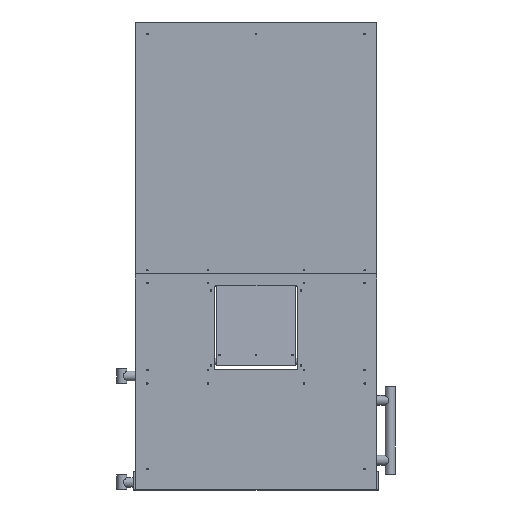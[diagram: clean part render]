
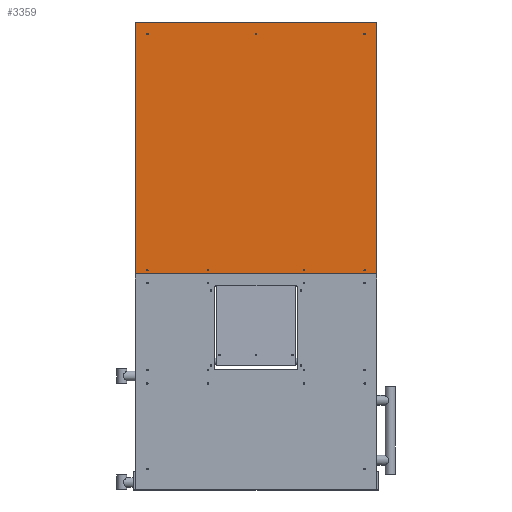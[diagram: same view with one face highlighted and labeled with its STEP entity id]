
A CAD part, top view. The second image highlights one B-rep face of the part: STEP entity #3359.
In plain terms, the highlighted face is planar.
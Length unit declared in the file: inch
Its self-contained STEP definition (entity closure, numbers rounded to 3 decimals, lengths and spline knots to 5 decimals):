
#416=FACE_BOUND('',#968,.T.);
#417=FACE_BOUND('',#969,.T.);
#418=FACE_BOUND('',#970,.T.);
#419=FACE_BOUND('',#971,.T.);
#420=FACE_BOUND('',#972,.T.);
#421=FACE_BOUND('',#973,.T.);
#422=FACE_BOUND('',#974,.T.);
#551=CIRCLE('',#3973,0.125);
#552=CIRCLE('',#3974,0.125);
#553=CIRCLE('',#3975,0.125);
#554=CIRCLE('',#3976,0.125);
#555=CIRCLE('',#3977,0.125);
#556=CIRCLE('',#3978,0.125);
#557=CIRCLE('',#3979,0.125);
#717=FACE_OUTER_BOUND('',#967,.T.);
#967=EDGE_LOOP('',(#2538,#2539,#2540,#2541));
#968=EDGE_LOOP('',(#2542));
#969=EDGE_LOOP('',(#2543));
#970=EDGE_LOOP('',(#2544));
#971=EDGE_LOOP('',(#2545));
#972=EDGE_LOOP('',(#2546));
#973=EDGE_LOOP('',(#2547));
#974=EDGE_LOOP('',(#2548));
#1247=LINE('',#5524,#1470);
#1251=LINE('',#5532,#1474);
#1252=LINE('',#5534,#1475);
#1253=LINE('',#5535,#1476);
#1470=VECTOR('',#4492,0.3937);
#1474=VECTOR('',#4498,39.37008);
#1475=VECTOR('',#4499,39.37008);
#1476=VECTOR('',#4500,39.37008);
#1725=VERTEX_POINT('',#5522);
#1726=VERTEX_POINT('',#5523);
#1729=VERTEX_POINT('',#5531);
#1730=VERTEX_POINT('',#5533);
#1731=VERTEX_POINT('',#5536);
#1732=VERTEX_POINT('',#5538);
#1733=VERTEX_POINT('',#5540);
#1734=VERTEX_POINT('',#5542);
#1735=VERTEX_POINT('',#5544);
#1736=VERTEX_POINT('',#5546);
#1737=VERTEX_POINT('',#5548);
#2043=EDGE_CURVE('',#1725,#1726,#1247,.T.);
#2047=EDGE_CURVE('',#1726,#1729,#1251,.T.);
#2048=EDGE_CURVE('',#1729,#1730,#1252,.T.);
#2049=EDGE_CURVE('',#1730,#1725,#1253,.T.);
#2050=EDGE_CURVE('',#1731,#1731,#551,.T.);
#2051=EDGE_CURVE('',#1732,#1732,#552,.T.);
#2052=EDGE_CURVE('',#1733,#1733,#553,.T.);
#2053=EDGE_CURVE('',#1734,#1734,#554,.T.);
#2054=EDGE_CURVE('',#1735,#1735,#555,.T.);
#2055=EDGE_CURVE('',#1736,#1736,#556,.T.);
#2056=EDGE_CURVE('',#1737,#1737,#557,.T.);
#2538=ORIENTED_EDGE('',*,*,#2043,.T.);
#2539=ORIENTED_EDGE('',*,*,#2047,.T.);
#2540=ORIENTED_EDGE('',*,*,#2048,.T.);
#2541=ORIENTED_EDGE('',*,*,#2049,.T.);
#2542=ORIENTED_EDGE('',*,*,#2050,.T.);
#2543=ORIENTED_EDGE('',*,*,#2051,.T.);
#2544=ORIENTED_EDGE('',*,*,#2052,.T.);
#2545=ORIENTED_EDGE('',*,*,#2053,.T.);
#2546=ORIENTED_EDGE('',*,*,#2054,.T.);
#2547=ORIENTED_EDGE('',*,*,#2055,.T.);
#2548=ORIENTED_EDGE('',*,*,#2056,.T.);
#3239=PLANE('',#3972);
#3359=ADVANCED_FACE('',(#717,#416,#417,#418,#419,#420,#421,#422),#3239,
 .T.);
#3972=AXIS2_PLACEMENT_3D('',#5530,#4496,#4497);
#3973=AXIS2_PLACEMENT_3D('',#5537,#4501,#4502);
#3974=AXIS2_PLACEMENT_3D('',#5539,#4503,#4504);
#3975=AXIS2_PLACEMENT_3D('',#5541,#4505,#4506);
#3976=AXIS2_PLACEMENT_3D('',#5543,#4507,#4508);
#3977=AXIS2_PLACEMENT_3D('',#5545,#4509,#4510);
#3978=AXIS2_PLACEMENT_3D('',#5547,#4511,#4512);
#3979=AXIS2_PLACEMENT_3D('',#5549,#4513,#4514);
#4492=DIRECTION('',(1.,0.,0.));
#4496=DIRECTION('center_axis',(0.,-1.,0.));
#4497=DIRECTION('ref_axis',(0.,0.,-1.));
#4498=DIRECTION('',(0.,0.,1.));
#4499=DIRECTION('',(-1.,0.,0.));
#4500=DIRECTION('',(0.,0.,-1.));
#4501=DIRECTION('center_axis',(0.,1.,0.));
#4502=DIRECTION('ref_axis',(0.,0.,1.));
#4503=DIRECTION('center_axis',(0.,1.,0.));
#4504=DIRECTION('ref_axis',(0.,0.,1.));
#4505=DIRECTION('center_axis',(0.,1.,0.));
#4506=DIRECTION('ref_axis',(0.,0.,1.));
#4507=DIRECTION('center_axis',(0.,1.,0.));
#4508=DIRECTION('ref_axis',(0.,0.,1.));
#4509=DIRECTION('center_axis',(0.,1.,0.));
#4510=DIRECTION('ref_axis',(0.,0.,1.));
#4511=DIRECTION('center_axis',(0.,1.,0.));
#4512=DIRECTION('ref_axis',(0.,0.,1.));
#4513=DIRECTION('center_axis',(0.,1.,0.));
#4514=DIRECTION('ref_axis',(0.,0.,1.));
#5522=CARTESIAN_POINT('',(0.,-0.25,36.));
#5523=CARTESIAN_POINT('',(40.25,-0.25,36.));
#5524=CARTESIAN_POINT('',(10.0625,-0.25,36.));
#5530=CARTESIAN_POINT('Origin',(20.125,-0.25,39.));
#5531=CARTESIAN_POINT('',(40.25,-0.25,78.));
#5532=CARTESIAN_POINT('',(40.25,-0.25,39.));
#5533=CARTESIAN_POINT('',(0.,-0.25,78.));
#5534=CARTESIAN_POINT('',(20.125,-0.25,78.));
#5535=CARTESIAN_POINT('',(0.,-0.25,39.));
#5536=CARTESIAN_POINT('',(2.,-0.25,76.125));
#5537=CARTESIAN_POINT('Origin',(2.,-0.25,76.));
#5538=CARTESIAN_POINT('',(20.125,-0.25,76.125));
#5539=CARTESIAN_POINT('Origin',(20.125,-0.25,76.));
#5540=CARTESIAN_POINT('',(2.,-0.25,36.75));
#5541=CARTESIAN_POINT('Origin',(2.,-0.25,36.625));
#5542=CARTESIAN_POINT('',(38.25,-0.25,76.125));
#5543=CARTESIAN_POINT('Origin',(38.25,-0.25,76.));
#5544=CARTESIAN_POINT('',(38.25,-0.25,36.75));
#5545=CARTESIAN_POINT('Origin',(38.25,-0.25,36.625));
#5546=CARTESIAN_POINT('',(12.125,-0.25,36.75));
#5547=CARTESIAN_POINT('Origin',(12.125,-0.25,36.625));
#5548=CARTESIAN_POINT('',(28.125,-0.25,36.75));
#5549=CARTESIAN_POINT('Origin',(28.125,-0.25,36.625));
